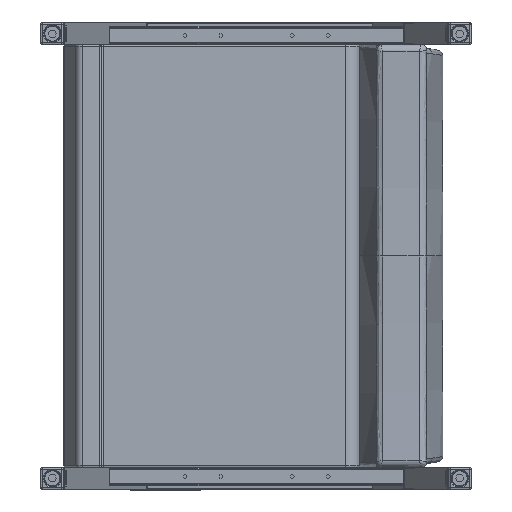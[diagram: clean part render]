
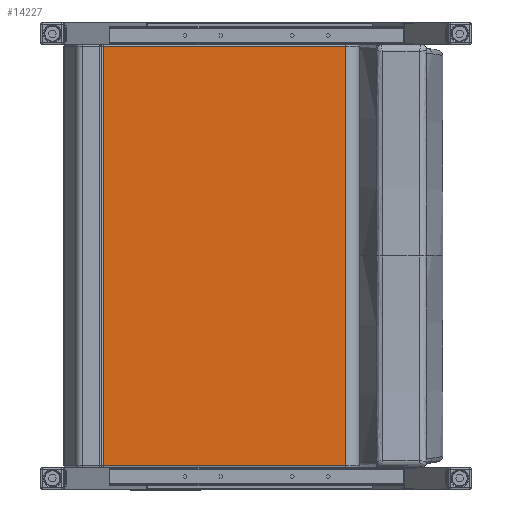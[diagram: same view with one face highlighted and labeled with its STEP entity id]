
A CAD part, front view. The second image highlights one B-rep face of the part: STEP entity #14227.
In plain terms, the highlighted planar face has unit normal (0, -1, 0).
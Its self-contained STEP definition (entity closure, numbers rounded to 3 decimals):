
#447=PLANE('',#15483);
#1974=FACE_OUTER_BOUND('',#2958,.T.);
#2958=EDGE_LOOP('',(#10340,#10341,#10342,#10343));
#4729=LINE('',#24372,#5517);
#4746=LINE('',#24458,#5534);
#4751=LINE('',#24533,#5539);
#4752=LINE('',#24535,#5540);
#5517=VECTOR('',#17311,0.394);
#5534=VECTOR('',#17394,0.394);
#5539=VECTOR('',#17439,0.394);
#5540=VECTOR('',#17442,0.394);
#6457=VERTEX_POINT('',#24362);
#6459=VERTEX_POINT('',#24368);
#6479=VERTEX_POINT('',#24448);
#6481=VERTEX_POINT('',#24454);
#7820=EDGE_CURVE('',#6457,#6459,#4729,.T.);
#7856=EDGE_CURVE('',#6479,#6481,#4746,.T.);
#7875=EDGE_CURVE('',#6457,#6481,#4751,.T.);
#7876=EDGE_CURVE('',#6459,#6479,#4752,.T.);
#10340=ORIENTED_EDGE('',*,*,#7820,.F.);
#10341=ORIENTED_EDGE('',*,*,#7875,.T.);
#10342=ORIENTED_EDGE('',*,*,#7856,.F.);
#10343=ORIENTED_EDGE('',*,*,#7876,.F.);
#14227=ADVANCED_FACE('',(#1974),#447,.T.);
#15483=AXIS2_PLACEMENT_3D('',#24534,#17440,#17441);
#17311=DIRECTION('',(-1.,0.,0.));
#17394=DIRECTION('',(1.,0.,0.));
#17439=DIRECTION('',(0.,0.,1.));
#17440=DIRECTION('center_axis',(0.,-1.,0.));
#17441=DIRECTION('ref_axis',(1.,0.,0.));
#17442=DIRECTION('',(0.,0.,1.));
#24362=CARTESIAN_POINT('',(4.791,0.797,0.125));
#24368=CARTESIAN_POINT('',(-12.083,0.797,0.125));
#24372=CARTESIAN_POINT('',(-8.524,0.797,0.125));
#24448=CARTESIAN_POINT('',(-12.083,0.797,29.375));
#24454=CARTESIAN_POINT('',(4.791,0.797,29.375));
#24458=CARTESIAN_POINT('',(-8.524,0.797,29.375));
#24533=CARTESIAN_POINT('',(4.791,0.797,0.));
#24534=CARTESIAN_POINT('Origin',(-12.083,0.797,0.));
#24535=CARTESIAN_POINT('',(-12.083,0.797,0.));
